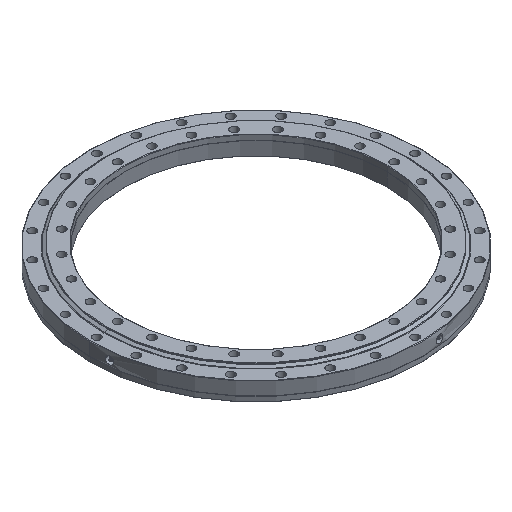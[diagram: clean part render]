
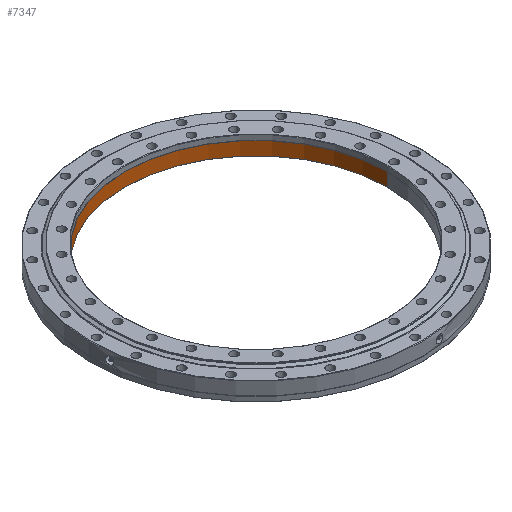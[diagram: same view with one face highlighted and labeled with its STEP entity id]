
A CAD part, isometric view. The second image highlights one B-rep face of the part: STEP entity #7347.
In plain terms, the highlighted cylindrical face has radius 377.5 mm (diameter 755 mm), a partial arc.
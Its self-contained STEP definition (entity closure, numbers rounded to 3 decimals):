
#722 = VERTEX_POINT ( 'NONE', #5111 ) ;
#1016 = AXIS2_PLACEMENT_3D ( 'NONE', #7469, #5104, #2596 ) ;
#1420 = LINE ( 'NONE', #4669, #5879 ) ;
#1527 = EDGE_LOOP ( 'NONE', ( #2047, #9761, #6546, #9059 ) ) ;
#1676 = DIRECTION ( 'NONE',  ( 1., 0., 0. ) ) ;
#1682 = VERTEX_POINT ( 'NONE', #7864 ) ;
#2047 = ORIENTED_EDGE ( 'NONE', *, *, #5999, .F. ) ;
#2596 = DIRECTION ( 'NONE',  ( 1., 0., 0. ) ) ;
#3287 = CIRCLE ( 'NONE', #1016, 377.5 ) ;
#3887 = VERTEX_POINT ( 'NONE', #6619 ) ;
#3986 = DIRECTION ( 'NONE',  ( 0., 0., 1. ) ) ;
#4183 = VERTEX_POINT ( 'NONE', #6004 ) ;
#4669 = CARTESIAN_POINT ( 'NONE',  ( 377.5, 0., 0. ) ) ;
#4765 = CARTESIAN_POINT ( 'NONE',  ( 0., 0., 0. ) ) ;
#4914 = DIRECTION ( 'NONE',  ( 0., 0., -1. ) ) ;
#5104 = DIRECTION ( 'NONE',  ( 0., 0., 1. ) ) ;
#5111 = CARTESIAN_POINT ( 'NONE',  ( -377.5, 0., -21.5 ) ) ;
#5299 = CYLINDRICAL_SURFACE ( 'NONE', #8447, 377.5 ) ;
#5797 = DIRECTION ( 'NONE',  ( 0., 0., 1. ) ) ;
#5879 = VECTOR ( 'NONE', #8665, 1000. ) ;
#5999 = EDGE_CURVE ( 'NONE', #722, #4183, #6242, .T. ) ;
#6004 = CARTESIAN_POINT ( 'NONE',  ( -377.5, 0., 16.5 ) ) ;
#6242 = LINE ( 'NONE', #6519, #10222 ) ;
#6519 = CARTESIAN_POINT ( 'NONE',  ( -377.5, 0., 0. ) ) ;
#6532 = CARTESIAN_POINT ( 'NONE',  ( 0., 0., -21.5 ) ) ;
#6546 = ORIENTED_EDGE ( 'NONE', *, *, #6872, .T. ) ;
#6619 = CARTESIAN_POINT ( 'NONE',  ( 377.5, 0., 16.5 ) ) ;
#6872 = EDGE_CURVE ( 'NONE', #1682, #3887, #1420, .T. ) ;
#7332 = FACE_OUTER_BOUND ( 'NONE', #1527, .T. ) ;
#7347 = ADVANCED_FACE ( 'NONE', ( #7332 ), #5299, .F. ) ;
#7469 = CARTESIAN_POINT ( 'NONE',  ( 0., 0., 16.5 ) ) ;
#7551 = EDGE_CURVE ( 'NONE', #3887, #4183, #3287, .T. ) ;
#7864 = CARTESIAN_POINT ( 'NONE',  ( 377.5, 0., -21.5 ) ) ;
#7897 = EDGE_CURVE ( 'NONE', #722, #1682, #9505, .T. ) ;
#7899 = DIRECTION ( 'NONE',  ( 1., 0., 0. ) ) ;
#8447 = AXIS2_PLACEMENT_3D ( 'NONE', #4765, #3986, #7899 ) ;
#8665 = DIRECTION ( 'NONE',  ( 0., 0., 1. ) ) ;
#9059 = ORIENTED_EDGE ( 'NONE', *, *, #7551, .T. ) ;
#9067 = AXIS2_PLACEMENT_3D ( 'NONE', #6532, #4914, #1676 ) ;
#9505 = CIRCLE ( 'NONE', #9067, 377.5 ) ;
#9761 = ORIENTED_EDGE ( 'NONE', *, *, #7897, .T. ) ;
#10222 = VECTOR ( 'NONE', #5797, 1000. ) ;
